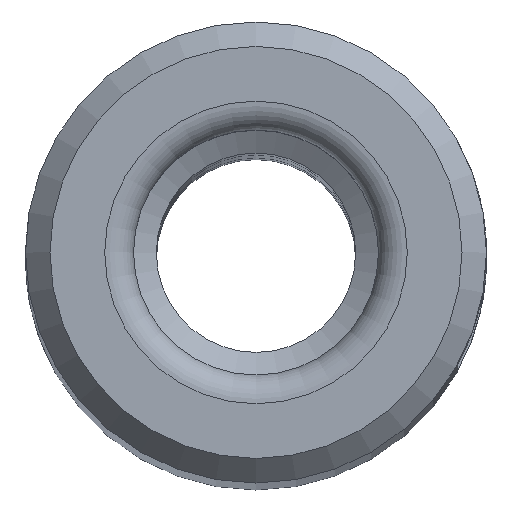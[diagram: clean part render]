
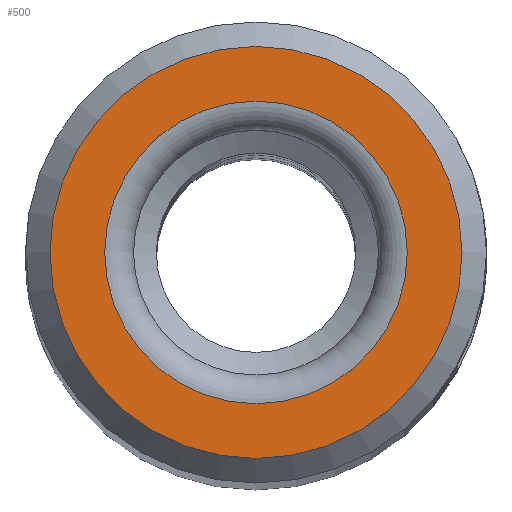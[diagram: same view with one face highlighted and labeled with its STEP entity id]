
A CAD part, top view. The second image highlights one B-rep face of the part: STEP entity #500.
In plain terms, the highlighted planar face has unit normal (0, 0, 1).
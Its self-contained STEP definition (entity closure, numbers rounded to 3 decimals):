
#31=PLANE('',#548);
#84=ORIENTED_EDGE('',*,*,#143,.F.);
#85=ORIENTED_EDGE('',*,*,#142,.T.);
#142=EDGE_CURVE('',#174,#174,#194,.T.);
#143=EDGE_CURVE('',#175,#175,#195,.T.);
#174=VERTEX_POINT('',#733);
#175=VERTEX_POINT('',#736);
#194=CIRCLE('',#547,7.15);
#195=CIRCLE('',#549,5.25);
#222=EDGE_LOOP('',(#84));
#223=EDGE_LOOP('',(#85));
#270=FACE_BOUND('',#222,.T.);
#271=FACE_BOUND('',#223,.T.);
#500=ADVANCED_FACE('',(#270,#271),#31,.F.);
#547=AXIS2_PLACEMENT_3D('',#732,#628,#629);
#548=AXIS2_PLACEMENT_3D('',#734,#630,#631);
#549=AXIS2_PLACEMENT_3D('',#735,#632,#633);
#628=DIRECTION('',(0.,0.,1.));
#629=DIRECTION('',(1.,0.,0.));
#630=DIRECTION('',(0.,0.,-1.));
#631=DIRECTION('',(-1.,0.,0.));
#632=DIRECTION('',(0.,0.,1.));
#633=DIRECTION('',(1.,0.,0.));
#732=CARTESIAN_POINT('',(0.,0.,159.5));
#733=CARTESIAN_POINT('',(7.15,0.,159.5));
#734=CARTESIAN_POINT('',(7.15,0.,159.5));
#735=CARTESIAN_POINT('',(0.,0.,159.5));
#736=CARTESIAN_POINT('',(5.25,0.,159.5));
